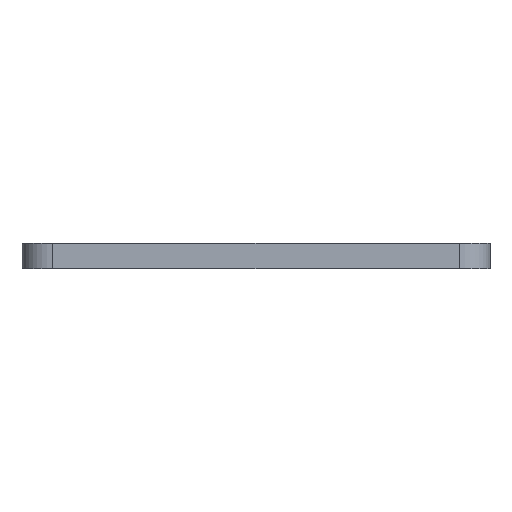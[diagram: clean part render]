
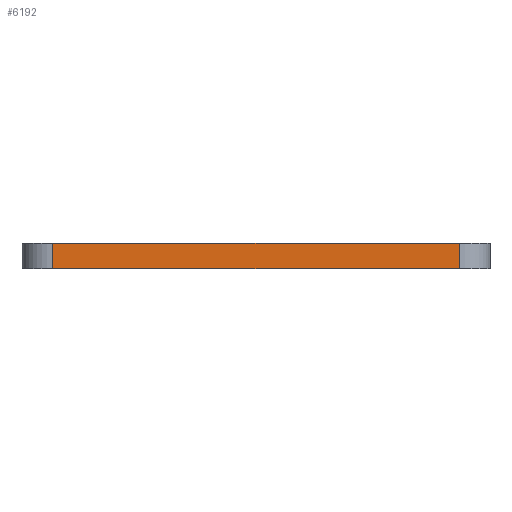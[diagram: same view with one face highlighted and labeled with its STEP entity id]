
A CAD part, left-side view. The second image highlights one B-rep face of the part: STEP entity #6192.
In plain terms, the highlighted planar face has unit normal (-1, 0, 0).
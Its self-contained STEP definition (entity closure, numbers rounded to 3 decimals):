
#594=FACE_OUTER_BOUND('',#952,.T.);
#952=EDGE_LOOP('',(#4476,#4477,#4478,#4479));
#1450=LINE('',#8516,#2082);
#1451=LINE('',#8519,#2083);
#1452=LINE('',#8521,#2084);
#1453=LINE('',#8522,#2085);
#2082=VECTOR('',#7204,10.);
#2083=VECTOR('',#7207,10.);
#2084=VECTOR('',#7208,10.);
#2085=VECTOR('',#7209,10.);
#2667=VERTEX_POINT('',#8512);
#2668=VERTEX_POINT('',#8514);
#2669=VERTEX_POINT('',#8518);
#2670=VERTEX_POINT('',#8520);
#3356=EDGE_CURVE('',#2667,#2668,#1450,.T.);
#3357=EDGE_CURVE('',#2667,#2669,#1451,.T.);
#3358=EDGE_CURVE('',#2670,#2668,#1452,.T.);
#3359=EDGE_CURVE('',#2669,#2670,#1453,.T.);
#4476=ORIENTED_EDGE('',*,*,#3357,.F.);
#4477=ORIENTED_EDGE('',*,*,#3356,.T.);
#4478=ORIENTED_EDGE('',*,*,#3358,.F.);
#4479=ORIENTED_EDGE('',*,*,#3359,.F.);
#5979=PLANE('',#6580);
#6192=ADVANCED_FACE('',(#594),#5979,.T.);
#6580=AXIS2_PLACEMENT_3D('',#8517,#7205,#7206);
#7204=DIRECTION('',(0.,0.,1.));
#7205=DIRECTION('center_axis',(-1.,0.,0.));
#7206=DIRECTION('ref_axis',(0.,-1.,0.));
#7207=DIRECTION('',(0.,1.,0.));
#7208=DIRECTION('',(0.,-1.,0.));
#7209=DIRECTION('',(0.,0.,1.));
#8512=CARTESIAN_POINT('',(-12.,0.,0.));
#8514=CARTESIAN_POINT('',(-12.,0.,10.));
#8516=CARTESIAN_POINT('',(-12.,0.,0.));
#8517=CARTESIAN_POINT('Origin',(-12.,159.,0.));
#8518=CARTESIAN_POINT('',(-12.,159.,0.));
#8519=CARTESIAN_POINT('',(-12.,0.,0.));
#8520=CARTESIAN_POINT('',(-12.,159.,10.));
#8521=CARTESIAN_POINT('',(-12.,0.,10.));
#8522=CARTESIAN_POINT('',(-12.,159.,0.));
